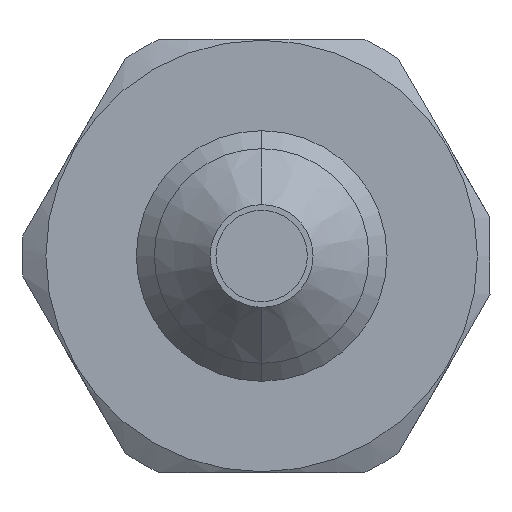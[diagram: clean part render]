
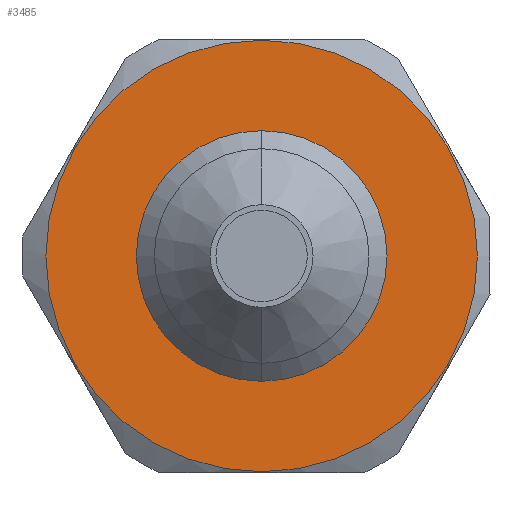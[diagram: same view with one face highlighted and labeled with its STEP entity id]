
A CAD part, front view. The second image highlights one B-rep face of the part: STEP entity #3485.
In plain terms, the highlighted planar face has unit normal (0, -1, 0).
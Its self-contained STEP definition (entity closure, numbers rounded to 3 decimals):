
#219 = VERTEX_POINT ( 'NONE', #5357 ) ;
#525 = PLANE ( 'NONE',  #2645 ) ;
#533 = AXIS2_PLACEMENT_3D ( 'NONE', #2788, #3699, #3247 ) ;
#649 = EDGE_CURVE ( 'NONE', #219, #1924, #4278, .T. ) ;
#668 = ORIENTED_EDGE ( 'NONE', *, *, #945, .T. ) ;
#790 = DIRECTION ( 'NONE',  ( 0., -1., 0. ) ) ;
#916 = EDGE_CURVE ( 'NONE', #3609, #1058, #2202, .T. ) ;
#945 = EDGE_CURVE ( 'NONE', #1058, #3609, #3023, .T. ) ;
#987 = AXIS2_PLACEMENT_3D ( 'NONE', #5808, #2212, #4142 ) ;
#1045 = FACE_BOUND ( 'NONE', #2809, .T. ) ;
#1058 = VERTEX_POINT ( 'NONE', #4725 ) ;
#1244 = CARTESIAN_POINT ( 'NONE',  ( 0., 13.5, 0. ) ) ;
#1291 = AXIS2_PLACEMENT_3D ( 'NONE', #1244, #790, #4537 ) ;
#1686 = CIRCLE ( 'NONE', #5507, 5.49 ) ;
#1924 = VERTEX_POINT ( 'NONE', #3216 ) ;
#1934 = CARTESIAN_POINT ( 'NONE',  ( 0., 13.5, 0. ) ) ;
#2032 = ORIENTED_EDGE ( 'NONE', *, *, #649, .F. ) ;
#2202 = CIRCLE ( 'NONE', #987, 9.45 ) ;
#2212 = DIRECTION ( 'NONE',  ( 0., -1., 0. ) ) ;
#2308 = FACE_OUTER_BOUND ( 'NONE', #4648, .T. ) ;
#2409 = DIRECTION ( 'NONE',  ( 0., -1., 0. ) ) ;
#2645 = AXIS2_PLACEMENT_3D ( 'NONE', #5864, #4367, #3000 ) ;
#2788 = CARTESIAN_POINT ( 'NONE',  ( 0., 13.5, 0. ) ) ;
#2809 = EDGE_LOOP ( 'NONE', ( #2032, #6224 ) ) ;
#3000 = DIRECTION ( 'NONE',  ( 0., 0., -1. ) ) ;
#3023 = CIRCLE ( 'NONE', #1291, 9.45 ) ;
#3216 = CARTESIAN_POINT ( 'NONE',  ( 0., 13.5, 5.49 ) ) ;
#3247 = DIRECTION ( 'NONE',  ( 0., 0., -1. ) ) ;
#3459 = CARTESIAN_POINT ( 'NONE',  ( 0., 13.5, -9.45 ) ) ;
#3485 = ADVANCED_FACE ( 'NONE', ( #2308, #1045 ), #525, .T. ) ;
#3609 = VERTEX_POINT ( 'NONE', #3459 ) ;
#3647 = ORIENTED_EDGE ( 'NONE', *, *, #916, .T. ) ;
#3699 = DIRECTION ( 'NONE',  ( 0., -1., 0. ) ) ;
#4033 = EDGE_CURVE ( 'NONE', #1924, #219, #1686, .T. ) ;
#4142 = DIRECTION ( 'NONE',  ( 0., 0., -1. ) ) ;
#4278 = CIRCLE ( 'NONE', #533, 5.49 ) ;
#4367 = DIRECTION ( 'NONE',  ( 0., -1., 0. ) ) ;
#4537 = DIRECTION ( 'NONE',  ( 0., 0., -1. ) ) ;
#4648 = EDGE_LOOP ( 'NONE', ( #668, #3647 ) ) ;
#4725 = CARTESIAN_POINT ( 'NONE',  ( 0., 13.5, 9.45 ) ) ;
#5357 = CARTESIAN_POINT ( 'NONE',  ( 0., 13.5, -5.49 ) ) ;
#5507 = AXIS2_PLACEMENT_3D ( 'NONE', #1934, #2409, #5764 ) ;
#5764 = DIRECTION ( 'NONE',  ( 0., 0., -1. ) ) ;
#5808 = CARTESIAN_POINT ( 'NONE',  ( 0., 13.5, 0. ) ) ;
#5864 = CARTESIAN_POINT ( 'NONE',  ( 9.45, 13.5, 0. ) ) ;
#6224 = ORIENTED_EDGE ( 'NONE', *, *, #4033, .F. ) ;
